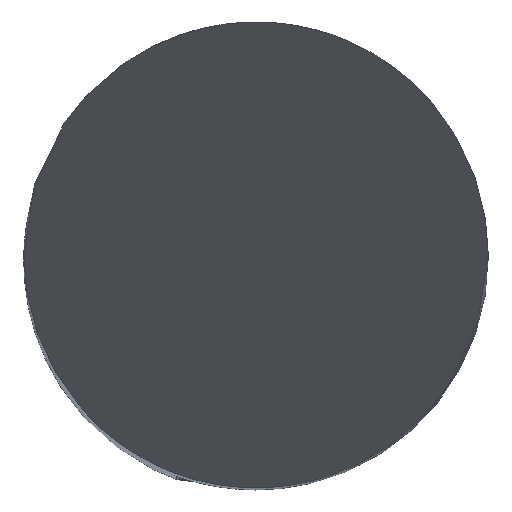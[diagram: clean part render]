
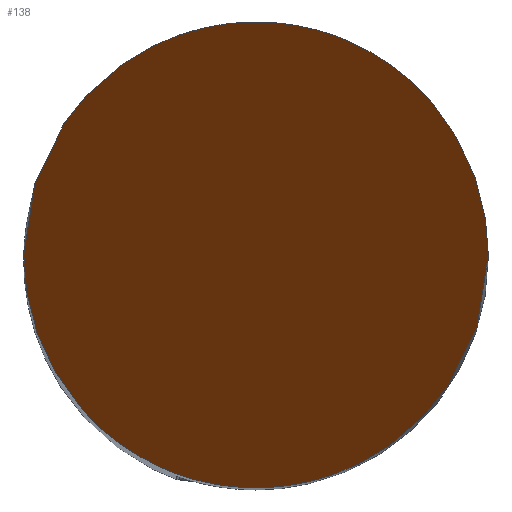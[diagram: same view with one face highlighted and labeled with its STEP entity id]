
A CAD part, top view. The second image highlights one B-rep face of the part: STEP entity #138.
In plain terms, the highlighted planar face has unit normal (0, -0.866, 0.5).
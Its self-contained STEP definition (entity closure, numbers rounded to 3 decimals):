
#44=PLANE('',#579);
#138=ADVANCED_FACE('',(#169),#44,.T.);
#169=FACE_OUTER_BOUND('',#197,.T.);
#197=EDGE_LOOP('',(#264,#265));
#264=ORIENTED_EDGE('',*,*,#433,.F.);
#265=ORIENTED_EDGE('',*,*,#441,.F.);
#382=VERTEX_POINT('',#926);
#383=VERTEX_POINT('',#927);
#433=EDGE_CURVE('',#382,#383,#491,.T.);
#441=EDGE_CURVE('',#383,#382,#494,.T.);
#491=(
BOUNDED_CURVE()
B_SPLINE_CURVE(3,(#922,#923,#924,#925),.UNSPECIFIED.,.F.,.F.)
B_SPLINE_CURVE_WITH_KNOTS((4,4),(0.,1.),.UNSPECIFIED.)
CURVE()
GEOMETRIC_REPRESENTATION_ITEM()
RATIONAL_B_SPLINE_CURVE((1.,0.333,0.333,1.))
REPRESENTATION_ITEM('')
);
#494=(
BOUNDED_CURVE()
B_SPLINE_CURVE(3,(#946,#947,#948,#949),.UNSPECIFIED.,.F.,.F.)
B_SPLINE_CURVE_WITH_KNOTS((4,4),(0.,1.),.UNSPECIFIED.)
CURVE()
GEOMETRIC_REPRESENTATION_ITEM()
RATIONAL_B_SPLINE_CURVE((1.,0.333,0.333,1.))
REPRESENTATION_ITEM('')
);
#579=AXIS2_PLACEMENT_3D('',#996,#635,#636);
#635=DIRECTION('',(0.,-0.866,0.5));
#636=DIRECTION('',(0.,0.5,0.866));
#922=CARTESIAN_POINT('',(3.,0.,0.));
#923=CARTESIAN_POINT('',(3.,-6.,-10.392));
#924=CARTESIAN_POINT('',(-3.,-6.,-10.392));
#925=CARTESIAN_POINT('',(-3.,0.,0.));
#926=CARTESIAN_POINT('',(3.,0.,0.));
#927=CARTESIAN_POINT('',(-3.,0.,0.));
#946=CARTESIAN_POINT('',(-3.,0.,0.));
#947=CARTESIAN_POINT('',(-3.,6.,10.392));
#948=CARTESIAN_POINT('',(3.,6.,10.392));
#949=CARTESIAN_POINT('',(3.,0.,0.));
#996=CARTESIAN_POINT('',(70.162,3.,5.196));
